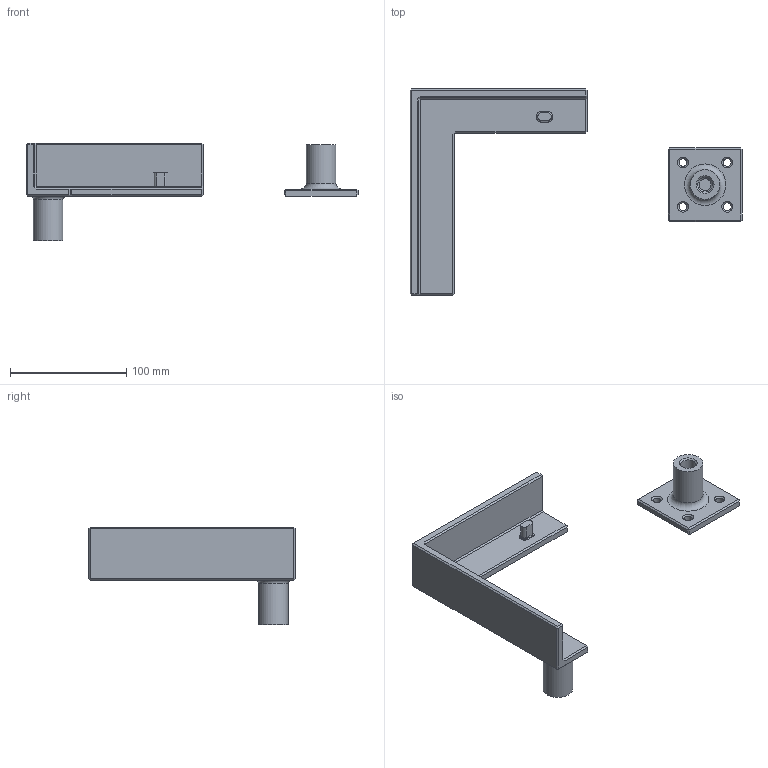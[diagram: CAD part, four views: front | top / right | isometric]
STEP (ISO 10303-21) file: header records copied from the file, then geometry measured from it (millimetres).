
FILE_DESCRIPTION(/* description */ ('STEP AP242','CAx-IF Rec.Pracs.---Representation and Presentation of Product Manufacturing Information (PMI)---4.0---2014-10-13','CAx-IF Rec.Pracs.---3D Tessellated Geometry---0.4---2014-09-14','2;1'),/* implementation_level */ '2;1');
FILE_NAME(/* name */ '682112f5aa2cdf3d6eeb475c',/* time_stamp */ '2025-05-11T21:13:26Z',/* author */ (''),/* organization */ (''),/* preprocessor_version */ 'ST-DEVELOPER v20',/* originating_system */ 'ONSHAPE BY PTC INC, 1.197',/* authorisation */ ' ');
FILE_SCHEMA (('AP242_MANAGED_MODEL_BASED_3D_ENGINEERING_MIM_LF { 1 0 10303 442 1 1 4 }'));
Length unit declared in the file: metre
Products named in the file (5): Part 1; Part 2; Surface 1; Surface 2; Surface 3
Bounding box: 285.75 x 177.8 x 83.82 mm (x, y, z)
Volume: 231564.3 mm3; surface area: 70896.8 mm2
Topology: 2 solids, 5 shells, 110 faces, 226 edges, 125 vertices
Faces by surface type: plane 86, cylinder 12, cone 8, torus 4
Full cylindrical faces by diameter (mm): 6.747 x4, 12.827 x2, 25.527 x2
Entity records: 2830 total; most frequent: DIRECTION 470, CARTESIAN_POINT 464, ORIENTED_EDGE 404, EDGE_CURVE 208, LINE 168, VECTOR 168, AXIS2_PLACEMENT_3D 151, EDGE_LOOP 141
